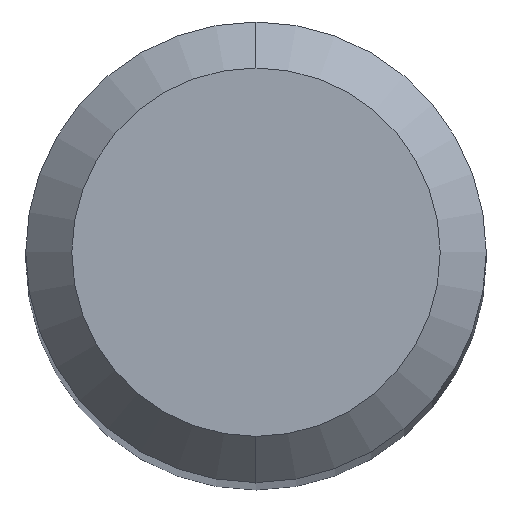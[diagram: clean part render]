
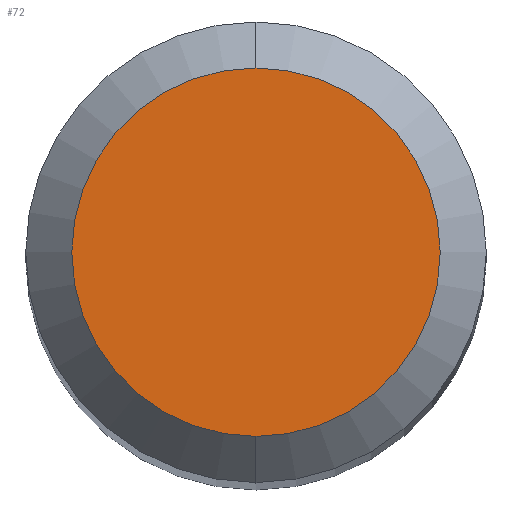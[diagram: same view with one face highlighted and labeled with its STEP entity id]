
A CAD part, top view. The second image highlights one B-rep face of the part: STEP entity #72.
In plain terms, the highlighted planar face has unit normal (0, 0, 1).
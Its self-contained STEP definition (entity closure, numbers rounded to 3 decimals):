
#72=ADVANCED_FACE('',(#150),#151,.T.);
#150=FACE_OUTER_BOUND('',#233,.T.);
#151=PLANE('',#234);
#233=EDGE_LOOP('',(#356,#357));
#234=AXIS2_PLACEMENT_3D('',#358,#359,#360);
#356=ORIENTED_EDGE('',*,*,#428,.F.);
#357=ORIENTED_EDGE('',*,*,#462,.F.);
#358=CARTESIAN_POINT('',(0.,0.6,28.0));
#359=DIRECTION('',(0.,0.0,1.0));
#360=DIRECTION('',(0.0,-1.0,0.0));
#428=EDGE_CURVE('',#497,#500,#501,.T.);
#462=EDGE_CURVE('',#500,#497,#548,.T.);
#497=VERTEX_POINT('',#573);
#500=VERTEX_POINT('',#577);
#501=CIRCLE('',#578,1.2);
#548=CIRCLE('',#632,1.2);
#573=CARTESIAN_POINT('',(0.,1.2,28.0));
#577=CARTESIAN_POINT('',(0.,-1.2,28.0));
#578=AXIS2_PLACEMENT_3D('',#657,#658,#659);
#632=AXIS2_PLACEMENT_3D('',#715,#716,#717);
#657=CARTESIAN_POINT('',(0.,0.0,28.0));
#658=DIRECTION('',(0.,0.,-1.0));
#659=DIRECTION('',(0.,1.0,0.));
#715=CARTESIAN_POINT('',(0.,0.0,28.0));
#716=DIRECTION('',(0.,0.,-1.0));
#717=DIRECTION('',(0.,1.0,0.));
